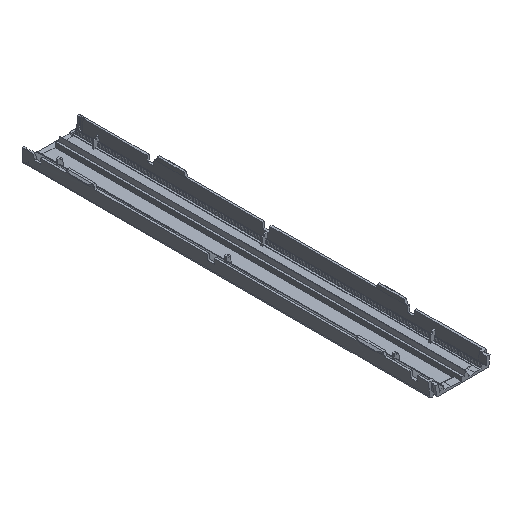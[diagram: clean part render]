
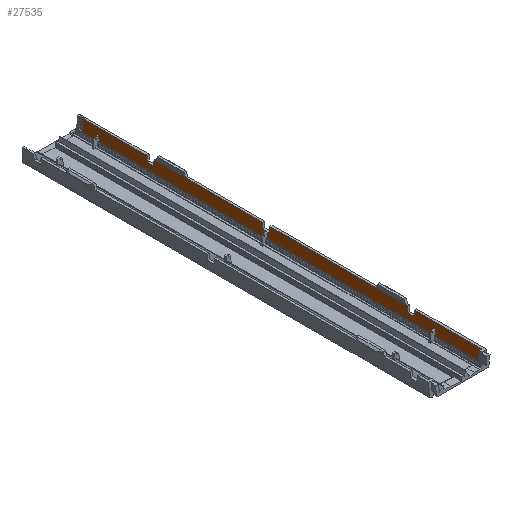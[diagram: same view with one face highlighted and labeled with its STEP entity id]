
A CAD part, isometric view. The second image highlights one B-rep face of the part: STEP entity #27535.
In plain terms, the highlighted planar face has unit normal (-0.996, 0, 0.087).
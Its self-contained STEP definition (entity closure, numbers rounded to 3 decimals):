
#8258=DIRECTION('',(0.087,0.,0.996));
#8259=VECTOR('',#8258,8.047);
#8260=CARTESIAN_POINT('',(17.79,-138.9,-7.865));
#8261=LINE('',#8260,#8259);
#8279=DIRECTION('',(0.,-1.,0.));
#8280=VECTOR('',#8279,4.346);
#8281=CARTESIAN_POINT('',(18.163,92.123,-3.6));
#8282=LINE('',#8281,#8280);
#8283=DIRECTION('',(0.087,-0.087,0.992));
#8284=VECTOR('',#8283,3.78);
#8285=CARTESIAN_POINT('',(18.163,87.777,-3.6));
#8286=LINE('',#8285,#8284);
#8287=DIRECTION('',(0.,-1.,0.));
#8288=VECTOR('',#8287,4.346);
#8289=CARTESIAN_POINT('',(18.163,12.223,-3.6));
#8290=LINE('',#8289,#8288);
#8291=DIRECTION('',(0.087,-0.087,0.992));
#8292=VECTOR('',#8291,3.78);
#8293=CARTESIAN_POINT('',(18.163,7.877,-3.6));
#8294=LINE('',#8293,#8292);
#8295=DIRECTION('',(0.,-1.,0.));
#8296=VECTOR('',#8295,4.346);
#8297=CARTESIAN_POINT('',(18.163,-87.777,
-3.6));
#8298=LINE('',#8297,#8296);
#8299=DIRECTION('',(0.087,-0.087,0.992));
#8300=VECTOR('',#8299,3.78);
#8301=CARTESIAN_POINT('',(18.163,-92.123,
-3.6));
#8302=LINE('',#8301,#8300);
#8303=DIRECTION('',(0.,1.,0.));
#8304=VECTOR('',#8303,275.6);
#8305=CARTESIAN_POINT('',(17.79,-138.9,-7.865));
#8306=LINE('',#8305,#8304);
#8307=DIRECTION('',(-0.087,0.026,-0.996));
#8308=VECTOR('',#8307,8.05);
#8309=CARTESIAN_POINT('',(18.492,136.49,0.152));
#8310=LINE('',#8309,#8308);
#8335=DIRECTION('',(0.,1.,0.));
#8336=VECTOR('',#8335,44.039);
#8337=CARTESIAN_POINT('',(18.492,92.451,0.152));
#8338=LINE('',#8337,#8336);
#8441=DIRECTION('',(0.,1.,0.));
#8442=VECTOR('',#8441,46.449);
#8443=CARTESIAN_POINT('',(18.492,-138.9,0.152));
#8444=LINE('',#8443,#8442);
#8489=DIRECTION('',(0.087,0.087,0.992));
#8490=VECTOR('',#8489,3.78);
#8491=CARTESIAN_POINT('',(18.163,-87.777,
-3.6));
#8492=LINE('',#8491,#8490);
#8493=DIRECTION('',(0.,1.,0.));
#8494=VECTOR('',#8493,1.449);
#8495=CARTESIAN_POINT('',(18.492,-87.449,
0.152));
#8496=LINE('',#8495,#8494);
#8516=DIRECTION('',(0.,1.,0.));
#8517=VECTOR('',#8516,20.);
#8518=CARTESIAN_POINT('',(18.492,-86.,0.152));
#8519=LINE('',#8518,#8517);
#8544=DIRECTION('',(0.,1.,0.));
#8545=VECTOR('',#8544,73.549);
#8546=CARTESIAN_POINT('',(18.492,-66.,0.152));
#8547=LINE('',#8546,#8545);
#8560=DIRECTION('',(0.087,0.087,0.992));
#8561=VECTOR('',#8560,3.78);
#8562=CARTESIAN_POINT('',(18.163,12.223,-3.6));
#8563=LINE('',#8562,#8561);
#8572=DIRECTION('',(0.,1.,0.));
#8573=VECTOR('',#8572,53.449);
#8574=CARTESIAN_POINT('',(18.492,12.551,0.152));
#8575=LINE('',#8574,#8573);
#8595=DIRECTION('',(0.,1.,0.));
#8596=VECTOR('',#8595,20.);
#8597=CARTESIAN_POINT('',(18.492,66.,0.152));
#8598=LINE('',#8597,#8596);
#8623=DIRECTION('',(0.,1.,0.));
#8624=VECTOR('',#8623,1.449);
#8625=CARTESIAN_POINT('',(18.492,86.,0.152));
#8626=LINE('',#8625,#8624);
#8639=DIRECTION('',(0.087,0.087,0.992));
#8640=VECTOR('',#8639,3.78);
#8641=CARTESIAN_POINT('',(18.163,92.123,-3.6));
#8642=LINE('',#8641,#8640);
#16525=CARTESIAN_POINT('',(17.79,136.7,-7.865));
#16526=VERTEX_POINT('',#16525);
#16527=CARTESIAN_POINT('',(17.79,-138.9,-7.865));
#16528=VERTEX_POINT('',#16527);
#16688=CARTESIAN_POINT('',(18.492,-138.9,0.152));
#16689=VERTEX_POINT('',#16688);
#16690=CARTESIAN_POINT('',(18.492,-92.451,
0.152));
#16691=VERTEX_POINT('',#16690);
#16692=CARTESIAN_POINT('',(18.492,136.49,
0.152));
#16693=VERTEX_POINT('',#16692);
#16694=CARTESIAN_POINT('',(18.492,92.451,
0.152));
#16695=VERTEX_POINT('',#16694);
#16696=CARTESIAN_POINT('',(18.163,92.123,
-3.6));
#16697=VERTEX_POINT('',#16696);
#16698=CARTESIAN_POINT('',(18.163,87.777,
-3.6));
#16699=VERTEX_POINT('',#16698);
#16700=CARTESIAN_POINT('',(18.492,87.449,
0.152));
#16701=VERTEX_POINT('',#16700);
#16702=CARTESIAN_POINT('',(18.492,86.,
0.152));
#16703=VERTEX_POINT('',#16702);
#16704=CARTESIAN_POINT('',(18.492,66.,
0.152));
#16705=VERTEX_POINT('',#16704);
#16706=CARTESIAN_POINT('',(18.492,12.551,
0.152));
#16707=VERTEX_POINT('',#16706);
#16708=CARTESIAN_POINT('',(18.163,12.223,
-3.6));
#16709=VERTEX_POINT('',#16708);
#16710=CARTESIAN_POINT('',(18.163,7.877,
-3.6));
#16711=VERTEX_POINT('',#16710);
#16712=CARTESIAN_POINT('',(18.492,7.549,
0.152));
#16713=VERTEX_POINT('',#16712);
#16714=CARTESIAN_POINT('',(18.492,-66.,0.152));
#16715=VERTEX_POINT('',#16714);
#16716=CARTESIAN_POINT('',(18.492,-86.,0.152));
#16717=VERTEX_POINT('',#16716);
#16718=CARTESIAN_POINT('',(18.492,-87.449,
0.152));
#16719=VERTEX_POINT('',#16718);
#16720=CARTESIAN_POINT('',(18.163,-87.777,
-3.6));
#16721=VERTEX_POINT('',#16720);
#16722=CARTESIAN_POINT('',(18.163,-92.123,
-3.6));
#16723=VERTEX_POINT('',#16722);
#27490=CARTESIAN_POINT('',(18.572,148.567,1.069));
#27491=DIRECTION('',(-0.996,0.,0.087));
#27492=DIRECTION('',(0.,1.,0.));
#27493=AXIS2_PLACEMENT_3D('',#27490,#27491,#27492);
#27494=PLANE('',#27493);
#27496=ORIENTED_EDGE('',*,*,#27495,.F.);
#27498=ORIENTED_EDGE('',*,*,#27497,.F.);
#27500=ORIENTED_EDGE('',*,*,#27499,.F.);
#27502=ORIENTED_EDGE('',*,*,#27501,.T.);
#27504=ORIENTED_EDGE('',*,*,#27503,.T.);
#27506=ORIENTED_EDGE('',*,*,#27505,.F.);
#27508=ORIENTED_EDGE('',*,*,#27507,.F.);
#27510=ORIENTED_EDGE('',*,*,#27509,.F.);
#27512=ORIENTED_EDGE('',*,*,#27511,.F.);
#27514=ORIENTED_EDGE('',*,*,#27513,.T.);
#27516=ORIENTED_EDGE('',*,*,#27515,.T.);
#27518=ORIENTED_EDGE('',*,*,#27517,.F.);
#27520=ORIENTED_EDGE('',*,*,#27519,.F.);
#27522=ORIENTED_EDGE('',*,*,#27521,.F.);
#27524=ORIENTED_EDGE('',*,*,#27523,.F.);
#27526=ORIENTED_EDGE('',*,*,#27525,.T.);
#27528=ORIENTED_EDGE('',*,*,#27527,.T.);
#27530=ORIENTED_EDGE('',*,*,#27529,.F.);
#27531=ORIENTED_EDGE('',*,*,#27480,.F.);
#27532=ORIENTED_EDGE('',*,*,#26478,.T.);
#27533=EDGE_LOOP('',(#27496,#27498,#27500,#27502,#27504,#27506,#27508,#27510,
#27512,#27514,#27516,#27518,#27520,#27522,#27524,#27526,#27528,#27530,#27531,
#27532));
#27534=FACE_OUTER_BOUND('',#27533,.F.);
#27535=ADVANCED_FACE('',(#27534),#27494,.T.);
#26478=EDGE_CURVE('',#16528,#16526,#8306,.T.);
#27480=EDGE_CURVE('',#16528,#16689,#8261,.T.);
#27495=EDGE_CURVE('',#16693,#16526,#8310,.T.);
#27497=EDGE_CURVE('',#16695,#16693,#8338,.T.);
#27499=EDGE_CURVE('',#16697,#16695,#8642,.T.);
#27501=EDGE_CURVE('',#16697,#16699,#8282,.T.);
#27503=EDGE_CURVE('',#16699,#16701,#8286,.T.);
#27505=EDGE_CURVE('',#16703,#16701,#8626,.T.);
#27507=EDGE_CURVE('',#16705,#16703,#8598,.T.);
#27509=EDGE_CURVE('',#16707,#16705,#8575,.T.);
#27511=EDGE_CURVE('',#16709,#16707,#8563,.T.);
#27513=EDGE_CURVE('',#16709,#16711,#8290,.T.);
#27515=EDGE_CURVE('',#16711,#16713,#8294,.T.);
#27517=EDGE_CURVE('',#16715,#16713,#8547,.T.);
#27519=EDGE_CURVE('',#16717,#16715,#8519,.T.);
#27521=EDGE_CURVE('',#16719,#16717,#8496,.T.);
#27523=EDGE_CURVE('',#16721,#16719,#8492,.T.);
#27525=EDGE_CURVE('',#16721,#16723,#8298,.T.);
#27527=EDGE_CURVE('',#16723,#16691,#8302,.T.);
#27529=EDGE_CURVE('',#16689,#16691,#8444,.T.);
